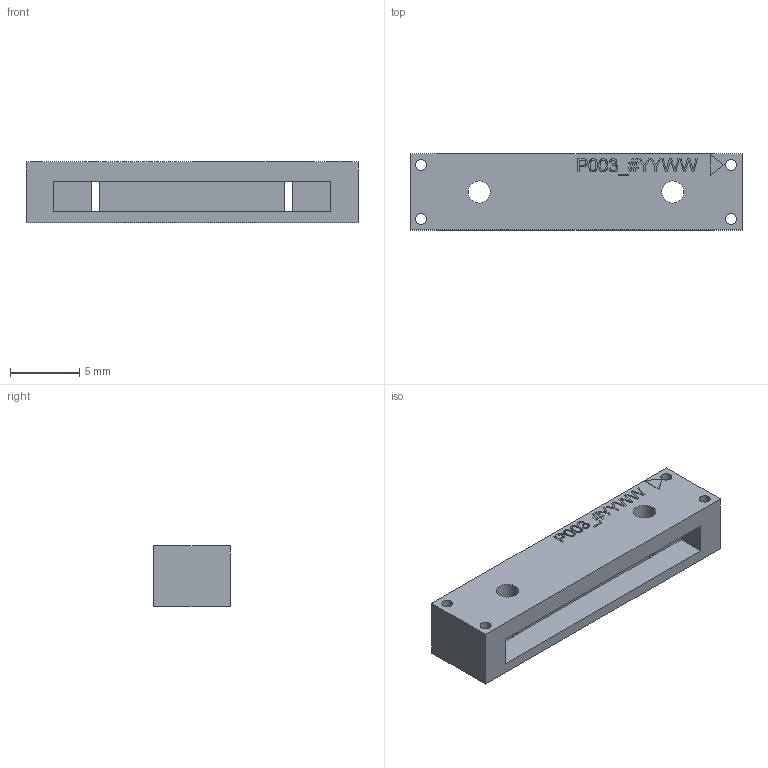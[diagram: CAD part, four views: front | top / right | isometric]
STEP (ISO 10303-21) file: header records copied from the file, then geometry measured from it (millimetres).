
FILE_DESCRIPTION (( 'STEP AP214' ), '1' );
FILE_NAME ('User Library-Antenna_Amotech_AMMAP003.STEP', '2019-03-04T23:18:54', ( '' ), ( '' ), 'SwSTEP 2.0', 'SolidWorks 2019', '' );
FILE_SCHEMA (( 'AUTOMOTIVE_DESIGN' ));
Length unit declared in the file: millimetre
Products named in the file (4): User Library-Antenna_Amotech_AMMAP003; User Library-Antenna_Amotech_AMMAP003_Extrude; User Library-Antenna_Amotech_AMMAP003_Pocket002; User Library-Antenna_Amotech_AMMAP003_Extrude001
Assembly tree (3 placements, depth 2):
  User Library-Antenna_Amotech_AMMAP003
    User Library-Antenna_Amotech_AMMAP003_Pocket002
    User Library-Antenna_Amotech_AMMAP003_Extrude
    User Library-Antenna_Amotech_AMMAP003_Extrude001
Bounding box: 24 x 5.5 x 4.45 mm (x, y, z)
Volume: 378.5 mm3; surface area: 775.2 mm2
Topology: 12 solids, 12 shells, 242 faces, 660 edges, 440 vertices
Faces by surface type: plane 136, bspline 94, cylinder 12
Entity records: 11037 total; most frequent: CARTESIAN_POINT 2566, ORIENTED_EDGE 1320, DIRECTION 816, EDGE_CURVE 660, LINE 444, VECTOR 444, VERTEX_POINT 440, EDGE_LOOP 268
